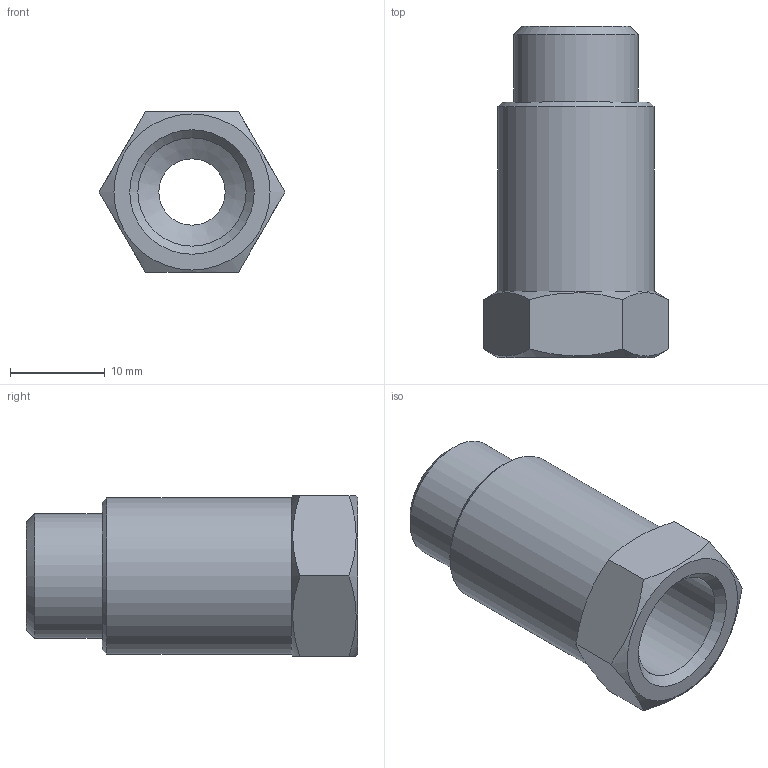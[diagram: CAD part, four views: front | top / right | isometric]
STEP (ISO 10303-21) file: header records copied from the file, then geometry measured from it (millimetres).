
FILE_DESCRIPTION(/* description */ ('STEP AP214'),/* implementation_level */ '2;1');
FILE_NAME(/* name */ '12314L35',/* time_stamp */ '2023-02-13T20:59:58+01:00',/* author */ ('License CC BY-ND 4.0'),/* organization */ ('CADENAS'),/* preprocessor_version */ 'ST-DEVELOPER v18.102',/* originating_system */ 'PARTsolutions',/* authorisation */ ' ');
FILE_SCHEMA (('AUTOMOTIVE_DESIGN {1 0 10303 214 3 1 1}'));
Length unit declared in the file: millimetre
Products named in the file (1): 12314L35
Bounding box: 19.63 x 35 x 17 mm (x, y, z)
Volume: 4117.8 mm3; surface area: 3203.2 mm2
Topology: 1 solids, 1 shells, 21 faces, 45 edges, 28 vertices
Faces by surface type: plane 10, cone 6, cylinder 5
Full cylindrical faces by diameter (mm): 7 x1, 11.445 x1, 11.5 x1, 13.157 x1, 16.5 x1
Entity records: 566 total; most frequent: CARTESIAN_POINT 144, DIRECTION 78, ORIENTED_EDGE 64, EDGE_LOOP 36, FACE_BOUND 36, AXIS2_PLACEMENT_3D 36, EDGE_CURVE 32, VERTEX_POINT 26
